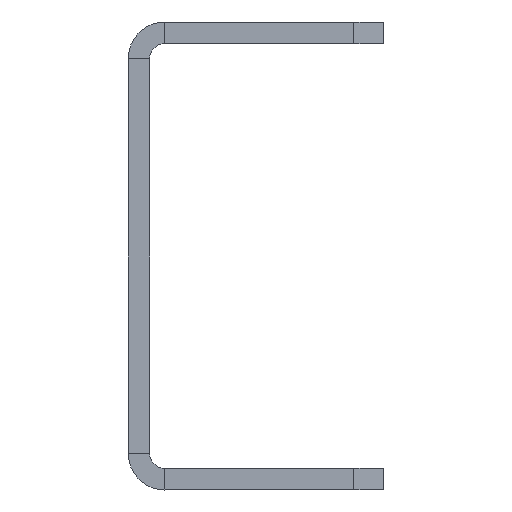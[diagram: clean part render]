
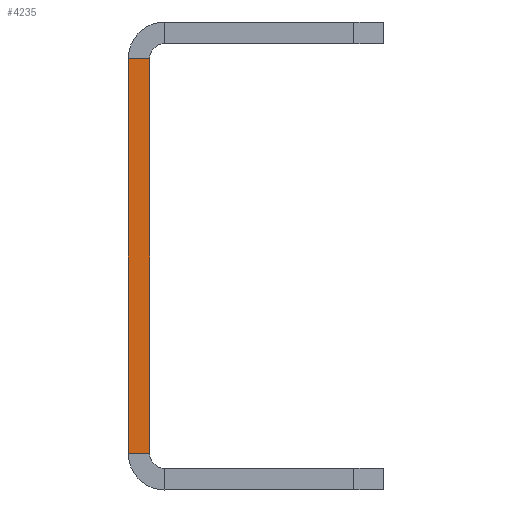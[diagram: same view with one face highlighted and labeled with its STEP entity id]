
A CAD part, left-side view. The second image highlights one B-rep face of the part: STEP entity #4235.
In plain terms, the highlighted planar face has unit normal (-1, 0, 0).
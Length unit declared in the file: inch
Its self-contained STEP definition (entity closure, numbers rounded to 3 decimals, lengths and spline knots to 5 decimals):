
#457=FACE_OUTER_BOUND('',#713,.T.);
#713=EDGE_LOOP('',(#3320,#3321,#3322,#3323));
#988=LINE('',#6471,#1420);
#990=LINE('',#6476,#1422);
#1049=LINE('',#6706,#1481);
#1108=LINE('',#6935,#1540);
#1420=VECTOR('',#5152,0.046);
#1422=VECTOR('',#5158,0.844);
#1481=VECTOR('',#5331,0.844);
#1540=VECTOR('',#5504,0.046);
#1844=VERTEX_POINT('',#6430);
#1846=VERTEX_POINT('',#6465);
#1848=VERTEX_POINT('',#6475);
#1962=VERTEX_POINT('',#6705);
#2312=EDGE_CURVE('',#1844,#1846,#988,.T.);
#2314=EDGE_CURVE('',#1848,#1844,#990,.T.);
#2429=EDGE_CURVE('',#1962,#1846,#1049,.T.);
#2544=EDGE_CURVE('',#1848,#1962,#1108,.T.);
#3320=ORIENTED_EDGE('',*,*,#2312,.T.);
#3321=ORIENTED_EDGE('',*,*,#2429,.F.);
#3322=ORIENTED_EDGE('',*,*,#2544,.F.);
#3323=ORIENTED_EDGE('',*,*,#2314,.T.);
#4095=PLANE('',#4629);
#4235=ADVANCED_FACE('',(#457),#4095,.F.);
#4629=AXIS2_PLACEMENT_3D('',#6934,#5502,#5503);
#5152=DIRECTION('',(0.,1.,0.));
#5158=DIRECTION('',(0.,0.,1.));
#5331=DIRECTION('',(0.,0.,1.));
#5502=DIRECTION('center_axis',(1.,0.,0.));
#5503=DIRECTION('ref_axis',(0.,0.,-1.));
#5504=DIRECTION('',(0.,1.,0.));
#6430=CARTESIAN_POINT('',(-1.04194,0.,0.30781));
#6465=CARTESIAN_POINT('',(-1.04194,0.046,0.30781));
#6471=CARTESIAN_POINT('',(-1.04194,0.,0.30781));
#6475=CARTESIAN_POINT('',(-1.04194,0.,-0.53619));
#6476=CARTESIAN_POINT('',(-1.04194,0.,-0.53619));
#6705=CARTESIAN_POINT('',(-1.04194,0.046,-0.53619));
#6706=CARTESIAN_POINT('',(-1.04194,0.046,-0.53619));
#6934=CARTESIAN_POINT('Origin',(-1.04194,0.046,-0.61419));
#6935=CARTESIAN_POINT('',(-1.04194,0.,-0.53619));
